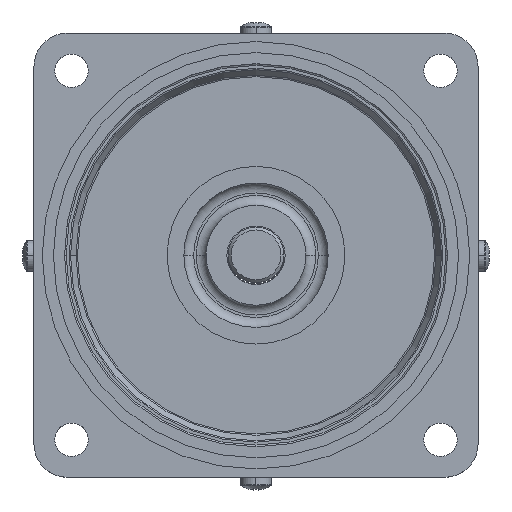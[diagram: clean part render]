
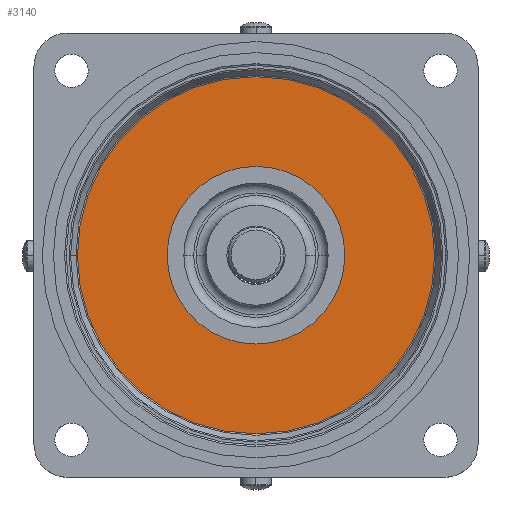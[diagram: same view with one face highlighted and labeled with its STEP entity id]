
A CAD part, top view. The second image highlights one B-rep face of the part: STEP entity #3140.
In plain terms, the highlighted planar face has unit normal (0, 0, 1).
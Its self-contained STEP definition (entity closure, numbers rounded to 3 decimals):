
#344 = DIRECTION ( 'NONE',  ( 1., 0., 0. ) ) ;
#613 = VERTEX_POINT ( 'NONE', #8121 ) ;
#733 = CIRCLE ( 'NONE', #5990, 16. ) ;
#819 = AXIS2_PLACEMENT_3D ( 'NONE', #2456, #5326, #8139 ) ;
#1608 = DIRECTION ( 'NONE',  ( 0., 0., -1. ) ) ;
#1866 = DIRECTION ( 'NONE',  ( 0., 0., 1. ) ) ;
#2313 = FACE_OUTER_BOUND ( 'NONE', #7291, .T. ) ;
#2456 = CARTESIAN_POINT ( 'NONE',  ( -79.618, 41.3, 819.657 ) ) ;
#2909 = VERTEX_POINT ( 'NONE', #6899 ) ;
#3049 = AXIS2_PLACEMENT_3D ( 'NONE', #3940, #6790, #344 ) ;
#3139 = ORIENTED_EDGE ( 'NONE', *, *, #4556, .T. ) ;
#3140 = ADVANCED_FACE ( 'NONE', ( #8672, #2313 ), #5177, .F. ) ;
#3435 = CARTESIAN_POINT ( 'NONE',  ( -79.618, 41.3, 819.657 ) ) ;
#3940 = CARTESIAN_POINT ( 'NONE',  ( -79.618, 41.3, 819.657 ) ) ;
#4180 = CIRCLE ( 'NONE', #5381, 32.172 ) ;
#4471 = DIRECTION ( 'NONE',  ( -1., 0., 0. ) ) ;
#4486 = VERTEX_POINT ( 'NONE', #6572 ) ;
#4509 = ORIENTED_EDGE ( 'NONE', *, *, #8464, .T. ) ;
#4556 = EDGE_CURVE ( 'NONE', #4486, #5473, #7081, .T. ) ;
#4734 = DIRECTION ( 'NONE',  ( 1., 0., 0. ) ) ;
#4873 = CIRCLE ( 'NONE', #819, 16. ) ;
#5177 = PLANE ( 'NONE',  #8293 ) ;
#5326 = DIRECTION ( 'NONE',  ( 0., 0., 1. ) ) ;
#5351 = ORIENTED_EDGE ( 'NONE', *, *, #5534, .F. ) ;
#5381 = AXIS2_PLACEMENT_3D ( 'NONE', #3435, #6298, #9065 ) ;
#5473 = VERTEX_POINT ( 'NONE', #5934 ) ;
#5534 = EDGE_CURVE ( 'NONE', #613, #2909, #4873, .T. ) ;
#5934 = CARTESIAN_POINT ( 'NONE',  ( -111.79, 41.3, 819.657 ) ) ;
#5990 = AXIS2_PLACEMENT_3D ( 'NONE', #8253, #1866, #4734 ) ;
#6298 = DIRECTION ( 'NONE',  ( 0., 0., 1. ) ) ;
#6318 = EDGE_LOOP ( 'NONE', ( #8925, #5351 ) ) ;
#6572 = CARTESIAN_POINT ( 'NONE',  ( -47.446, 41.3, 819.657 ) ) ;
#6790 = DIRECTION ( 'NONE',  ( 0., 0., 1. ) ) ;
#6899 = CARTESIAN_POINT ( 'NONE',  ( -63.618, 41.3, 819.657 ) ) ;
#7081 = CIRCLE ( 'NONE', #3049, 32.172 ) ;
#7291 = EDGE_LOOP ( 'NONE', ( #3139, #4509 ) ) ;
#7992 = CARTESIAN_POINT ( 'NONE',  ( -79.618, 41.3, 819.657 ) ) ;
#8121 = CARTESIAN_POINT ( 'NONE',  ( -95.618, 41.3, 819.657 ) ) ;
#8139 = DIRECTION ( 'NONE',  ( 1., 0., 0. ) ) ;
#8253 = CARTESIAN_POINT ( 'NONE',  ( -79.618, 41.3, 819.657 ) ) ;
#8293 = AXIS2_PLACEMENT_3D ( 'NONE', #7992, #1608, #4471 ) ;
#8464 = EDGE_CURVE ( 'NONE', #5473, #4486, #4180, .T. ) ;
#8672 = FACE_BOUND ( 'NONE', #6318, .T. ) ;
#8925 = ORIENTED_EDGE ( 'NONE', *, *, #9130, .F. ) ;
#9065 = DIRECTION ( 'NONE',  ( 1., 0., 0. ) ) ;
#9130 = EDGE_CURVE ( 'NONE', #2909, #613, #733, .T. ) ;
